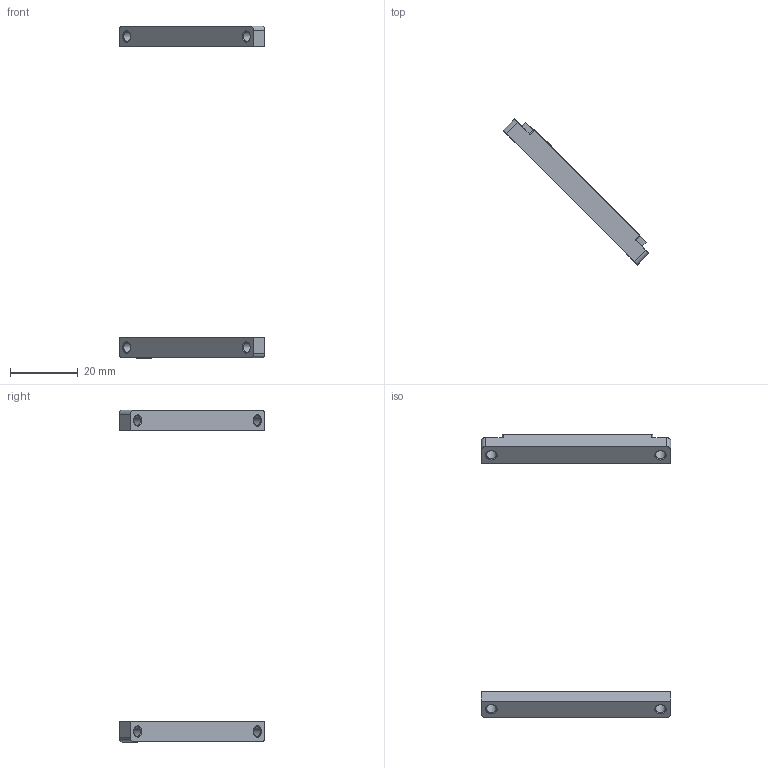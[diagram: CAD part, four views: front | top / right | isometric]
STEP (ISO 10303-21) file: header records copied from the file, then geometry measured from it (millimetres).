
FILE_DESCRIPTION(/* description */ ('Alibre Inc.'),/* implementation_level */ '2;1');
FILE_NAME(/* name */ 'export-0B1BD280-E442-4330-B424-7AC2A5466005',/* time_stamp */ '2023-04-06T06:52:57-07:00',/* author */ (''),/* organization */ (''),/* preprocessor_version */ 'ST-DEVELOPER v17',/* originating_system */ 'Alibre',/* authorisation */ '');
FILE_SCHEMA (('CONFIG_CONTROL_DESIGN'));
Length unit declared in the file: millimetre
Bounding box: 43.01 x 43.01 x 98.11 mm (x, y, z)
Volume: 3453.6 mm3; surface area: 2981.4 mm2
Topology: 2 solids, 2 shells, 40 faces, 100 edges, 62 vertices
Faces by surface type: plane 24, cylinder 10, cone 6
Full cylindrical faces by diameter (mm): 2.9 x4
Entity records: 1165 total; most frequent: CARTESIAN_POINT 184, ORIENTED_EDGE 172, DIRECTION 166, EDGE_CURVE 86, AXIS2_PLACEMENT_3D 64, VECTOR 62, LINE 62, VERTEX_POINT 58
